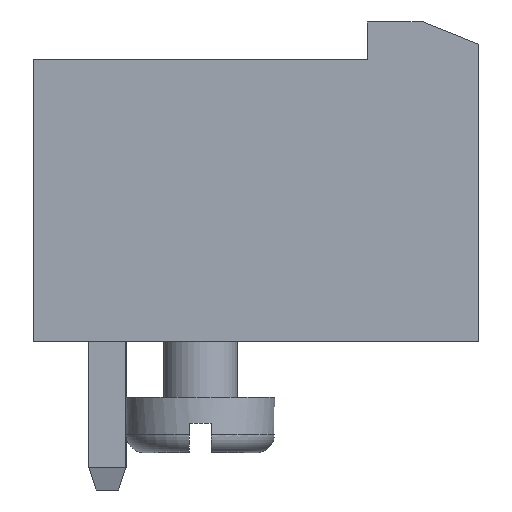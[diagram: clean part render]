
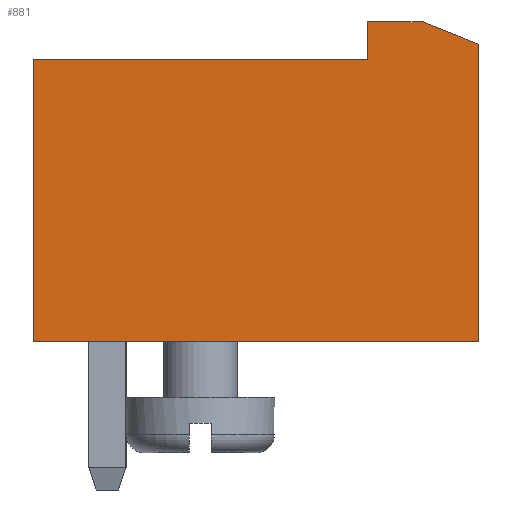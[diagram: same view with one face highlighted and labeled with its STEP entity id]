
A CAD part, left-side view. The second image highlights one B-rep face of the part: STEP entity #881.
In plain terms, the highlighted planar face has unit normal (-1, 0, 0).
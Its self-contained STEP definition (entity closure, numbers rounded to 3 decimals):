
#22 = VERTEX_POINT('',#23);
#23 = CARTESIAN_POINT('',(-7.62,2.,7.6));
#32 = PLANE('',#33);
#33 = AXIS2_PLACEMENT_3D('',#34,#35,#36);
#34 = CARTESIAN_POINT('',(-7.62,2.,7.6));
#35 = DIRECTION('',(0.,1.,0.));
#36 = DIRECTION('',(0.,0.,-1.));
#44 = PLANE('',#45);
#45 = AXIS2_PLACEMENT_3D('',#46,#47,#48);
#46 = CARTESIAN_POINT('',(-7.62,-7.,7.6));
#47 = DIRECTION('',(0.,0.,1.));
#48 = DIRECTION('',(0.,1.,0.));
#85 = VERTEX_POINT('',#86);
#86 = CARTESIAN_POINT('',(-7.62,2.,0.));
#100 = PLANE('',#101);
#101 = AXIS2_PLACEMENT_3D('',#102,#103,#104);
#102 = CARTESIAN_POINT('',(-7.62,2.,0.));
#103 = DIRECTION('',(0.,0.,-1.));
#104 = DIRECTION('',(0.,-1.,0.));
#112 = EDGE_CURVE('',#22,#85,#113,.T.);
#113 = SURFACE_CURVE('',#114,(#118,#125),.PCURVE_S1.);
#114 = LINE('',#115,#116);
#115 = CARTESIAN_POINT('',(-7.62,2.,7.6));
#116 = VECTOR('',#117,1.);
#117 = DIRECTION('',(0.,0.,-1.));
#118 = PCURVE('',#32,#119);
#119 = DEFINITIONAL_REPRESENTATION('',(#120),#124);
#120 = LINE('',#121,#122);
#121 = CARTESIAN_POINT('',(0.,0.));
#122 = VECTOR('',#123,1.);
#123 = DIRECTION('',(1.,0.));
#124 = ( GEOMETRIC_REPRESENTATION_CONTEXT(2)
PARAMETRIC_REPRESENTATION_CONTEXT() REPRESENTATION_CONTEXT('2D SPACE',''
) );
#125 = PCURVE('',#126,#131);
#126 = PLANE('',#127);
#127 = AXIS2_PLACEMENT_3D('',#128,#129,#130);
#128 = CARTESIAN_POINT('',(-7.62,2.,7.6));
#129 = DIRECTION('',(1.,0.,0.));
#130 = DIRECTION('',(0.,-1.,0.));
#131 = DEFINITIONAL_REPRESENTATION('',(#132),#136);
#132 = LINE('',#133,#134);
#133 = CARTESIAN_POINT('',(0.,0.));
#134 = VECTOR('',#135,1.);
#135 = DIRECTION('',(0.,1.));
#136 = ( GEOMETRIC_REPRESENTATION_CONTEXT(2)
PARAMETRIC_REPRESENTATION_CONTEXT() REPRESENTATION_CONTEXT('2D SPACE',''
) );
#142 = VERTEX_POINT('',#143);
#143 = CARTESIAN_POINT('',(-7.62,-7.,7.6));
#159 = PLANE('',#160);
#160 = AXIS2_PLACEMENT_3D('',#161,#162,#163);
#161 = CARTESIAN_POINT('',(-7.62,-7.,8.6));
#162 = DIRECTION('',(0.,1.,0.));
#163 = DIRECTION('',(0.,0.,-1.));
#193 = EDGE_CURVE('',#142,#22,#194,.T.);
#194 = SURFACE_CURVE('',#195,(#199,#206),.PCURVE_S1.);
#195 = LINE('',#196,#197);
#196 = CARTESIAN_POINT('',(-7.62,-7.,7.6));
#197 = VECTOR('',#198,1.);
#198 = DIRECTION('',(0.,1.,0.));
#199 = PCURVE('',#44,#200);
#200 = DEFINITIONAL_REPRESENTATION('',(#201),#205);
#201 = LINE('',#202,#203);
#202 = CARTESIAN_POINT('',(0.,0.));
#203 = VECTOR('',#204,1.);
#204 = DIRECTION('',(1.,0.));
#205 = ( GEOMETRIC_REPRESENTATION_CONTEXT(2)
PARAMETRIC_REPRESENTATION_CONTEXT() REPRESENTATION_CONTEXT('2D SPACE',''
) );
#206 = PCURVE('',#126,#207);
#207 = DEFINITIONAL_REPRESENTATION('',(#208),#212);
#208 = LINE('',#209,#210);
#209 = CARTESIAN_POINT('',(9.,0.));
#210 = VECTOR('',#211,1.);
#211 = DIRECTION('',(-1.,0.));
#212 = ( GEOMETRIC_REPRESENTATION_CONTEXT(2)
PARAMETRIC_REPRESENTATION_CONTEXT() REPRESENTATION_CONTEXT('2D SPACE',''
) );
#242 = VERTEX_POINT('',#243);
#243 = CARTESIAN_POINT('',(-7.62,-10.,0.));
#257 = PLANE('',#258);
#258 = AXIS2_PLACEMENT_3D('',#259,#260,#261);
#259 = CARTESIAN_POINT('',(-7.62,-10.,0.));
#260 = DIRECTION('',(0.,-1.,0.));
#261 = DIRECTION('',(0.,0.,1.));
#269 = EDGE_CURVE('',#85,#242,#270,.T.);
#270 = SURFACE_CURVE('',#271,(#275,#282),.PCURVE_S1.);
#271 = LINE('',#272,#273);
#272 = CARTESIAN_POINT('',(-7.62,2.,0.));
#273 = VECTOR('',#274,1.);
#274 = DIRECTION('',(0.,-1.,0.));
#275 = PCURVE('',#100,#276);
#276 = DEFINITIONAL_REPRESENTATION('',(#277),#281);
#277 = LINE('',#278,#279);
#278 = CARTESIAN_POINT('',(0.,0.));
#279 = VECTOR('',#280,1.);
#280 = DIRECTION('',(1.,0.));
#281 = ( GEOMETRIC_REPRESENTATION_CONTEXT(2)
PARAMETRIC_REPRESENTATION_CONTEXT() REPRESENTATION_CONTEXT('2D SPACE',''
) );
#282 = PCURVE('',#126,#283);
#283 = DEFINITIONAL_REPRESENTATION('',(#284),#288);
#284 = LINE('',#285,#286);
#285 = CARTESIAN_POINT('',(0.,7.6));
#286 = VECTOR('',#287,1.);
#287 = DIRECTION('',(1.,0.));
#288 = ( GEOMETRIC_REPRESENTATION_CONTEXT(2)
PARAMETRIC_REPRESENTATION_CONTEXT() REPRESENTATION_CONTEXT('2D SPACE',''
) );
#881 = ADVANCED_FACE('',(#882),#126,.F.);
#882 = FACE_BOUND('',#883,.T.);
#883 = EDGE_LOOP('',(#884,#885,#886,#909,#937,#965,#986));
#884 = ORIENTED_EDGE('',*,*,#112,.T.);
#885 = ORIENTED_EDGE('',*,*,#269,.T.);
#886 = ORIENTED_EDGE('',*,*,#887,.T.);
#887 = EDGE_CURVE('',#242,#888,#890,.T.);
#888 = VERTEX_POINT('',#889);
#889 = CARTESIAN_POINT('',(-7.62,-10.,8.));
#890 = SURFACE_CURVE('',#891,(#895,#902),.PCURVE_S1.);
#891 = LINE('',#892,#893);
#892 = CARTESIAN_POINT('',(-7.62,-10.,0.));
#893 = VECTOR('',#894,1.);
#894 = DIRECTION('',(0.,0.,1.));
#895 = PCURVE('',#126,#896);
#896 = DEFINITIONAL_REPRESENTATION('',(#897),#901);
#897 = LINE('',#898,#899);
#898 = CARTESIAN_POINT('',(12.,7.6));
#899 = VECTOR('',#900,1.);
#900 = DIRECTION('',(0.,-1.));
#901 = ( GEOMETRIC_REPRESENTATION_CONTEXT(2)
PARAMETRIC_REPRESENTATION_CONTEXT() REPRESENTATION_CONTEXT('2D SPACE',''
) );
#902 = PCURVE('',#257,#903);
#903 = DEFINITIONAL_REPRESENTATION('',(#904),#908);
#904 = LINE('',#905,#906);
#905 = CARTESIAN_POINT('',(0.,0.));
#906 = VECTOR('',#907,1.);
#907 = DIRECTION('',(1.,0.));
#908 = ( GEOMETRIC_REPRESENTATION_CONTEXT(2)
PARAMETRIC_REPRESENTATION_CONTEXT() REPRESENTATION_CONTEXT('2D SPACE',''
) );
#909 = ORIENTED_EDGE('',*,*,#910,.T.);
#910 = EDGE_CURVE('',#888,#911,#913,.T.);
#911 = VERTEX_POINT('',#912);
#912 = CARTESIAN_POINT('',(-7.62,-8.5,8.6));
#913 = SURFACE_CURVE('',#914,(#918,#925),.PCURVE_S1.);
#914 = LINE('',#915,#916);
#915 = CARTESIAN_POINT('',(-7.62,-10.,8.));
#916 = VECTOR('',#917,1.);
#917 = DIRECTION('',(0.,0.928,0.371));
#918 = PCURVE('',#126,#919);
#919 = DEFINITIONAL_REPRESENTATION('',(#920),#924);
#920 = LINE('',#921,#922);
#921 = CARTESIAN_POINT('',(12.,-0.4));
#922 = VECTOR('',#923,1.);
#923 = DIRECTION('',(-0.928,-0.371));
#924 = ( GEOMETRIC_REPRESENTATION_CONTEXT(2)
PARAMETRIC_REPRESENTATION_CONTEXT() REPRESENTATION_CONTEXT('2D SPACE',''
) );
#925 = PCURVE('',#926,#931);
#926 = PLANE('',#927);
#927 = AXIS2_PLACEMENT_3D('',#928,#929,#930);
#928 = CARTESIAN_POINT('',(-7.62,-10.,8.));
#929 = DIRECTION('',(0.,-0.371,0.928));
#930 = DIRECTION('',(0.,0.928,0.371));
#931 = DEFINITIONAL_REPRESENTATION('',(#932),#936);
#932 = LINE('',#933,#934);
#933 = CARTESIAN_POINT('',(0.,0.));
#934 = VECTOR('',#935,1.);
#935 = DIRECTION('',(1.,0.));
#936 = ( GEOMETRIC_REPRESENTATION_CONTEXT(2)
PARAMETRIC_REPRESENTATION_CONTEXT() REPRESENTATION_CONTEXT('2D SPACE',''
) );
#937 = ORIENTED_EDGE('',*,*,#938,.T.);
#938 = EDGE_CURVE('',#911,#939,#941,.T.);
#939 = VERTEX_POINT('',#940);
#940 = CARTESIAN_POINT('',(-7.62,-7.,8.6));
#941 = SURFACE_CURVE('',#942,(#946,#953),.PCURVE_S1.);
#942 = LINE('',#943,#944);
#943 = CARTESIAN_POINT('',(-7.62,-8.5,8.6));
#944 = VECTOR('',#945,1.);
#945 = DIRECTION('',(0.,1.,0.));
#946 = PCURVE('',#126,#947);
#947 = DEFINITIONAL_REPRESENTATION('',(#948),#952);
#948 = LINE('',#949,#950);
#949 = CARTESIAN_POINT('',(10.5,-1.));
#950 = VECTOR('',#951,1.);
#951 = DIRECTION('',(-1.,0.));
#952 = ( GEOMETRIC_REPRESENTATION_CONTEXT(2)
PARAMETRIC_REPRESENTATION_CONTEXT() REPRESENTATION_CONTEXT('2D SPACE',''
) );
#953 = PCURVE('',#954,#959);
#954 = PLANE('',#955);
#955 = AXIS2_PLACEMENT_3D('',#956,#957,#958);
#956 = CARTESIAN_POINT('',(-7.62,-8.5,8.6));
#957 = DIRECTION('',(0.,0.,1.));
#958 = DIRECTION('',(0.,1.,0.));
#959 = DEFINITIONAL_REPRESENTATION('',(#960),#964);
#960 = LINE('',#961,#962);
#961 = CARTESIAN_POINT('',(0.,0.));
#962 = VECTOR('',#963,1.);
#963 = DIRECTION('',(1.,0.));
#964 = ( GEOMETRIC_REPRESENTATION_CONTEXT(2)
PARAMETRIC_REPRESENTATION_CONTEXT() REPRESENTATION_CONTEXT('2D SPACE',''
) );
#965 = ORIENTED_EDGE('',*,*,#966,.T.);
#966 = EDGE_CURVE('',#939,#142,#967,.T.);
#967 = SURFACE_CURVE('',#968,(#972,#979),.PCURVE_S1.);
#968 = LINE('',#969,#970);
#969 = CARTESIAN_POINT('',(-7.62,-7.,8.6));
#970 = VECTOR('',#971,1.);
#971 = DIRECTION('',(0.,0.,-1.));
#972 = PCURVE('',#126,#973);
#973 = DEFINITIONAL_REPRESENTATION('',(#974),#978);
#974 = LINE('',#975,#976);
#975 = CARTESIAN_POINT('',(9.,-1.));
#976 = VECTOR('',#977,1.);
#977 = DIRECTION('',(0.,1.));
#978 = ( GEOMETRIC_REPRESENTATION_CONTEXT(2)
PARAMETRIC_REPRESENTATION_CONTEXT() REPRESENTATION_CONTEXT('2D SPACE',''
) );
#979 = PCURVE('',#159,#980);
#980 = DEFINITIONAL_REPRESENTATION('',(#981),#985);
#981 = LINE('',#982,#983);
#982 = CARTESIAN_POINT('',(0.,0.));
#983 = VECTOR('',#984,1.);
#984 = DIRECTION('',(1.,0.));
#985 = ( GEOMETRIC_REPRESENTATION_CONTEXT(2)
PARAMETRIC_REPRESENTATION_CONTEXT() REPRESENTATION_CONTEXT('2D SPACE',''
) );
#986 = ORIENTED_EDGE('',*,*,#193,.T.);
